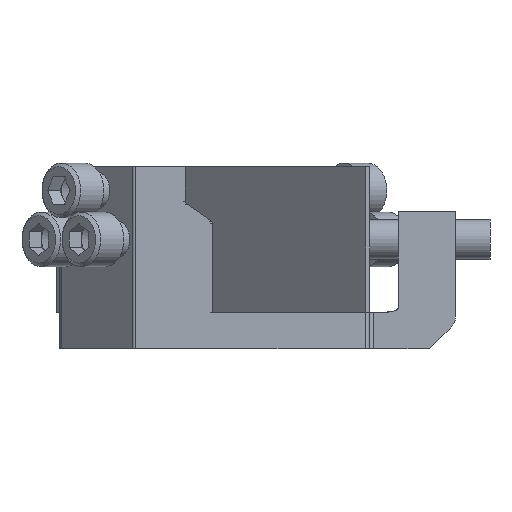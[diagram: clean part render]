
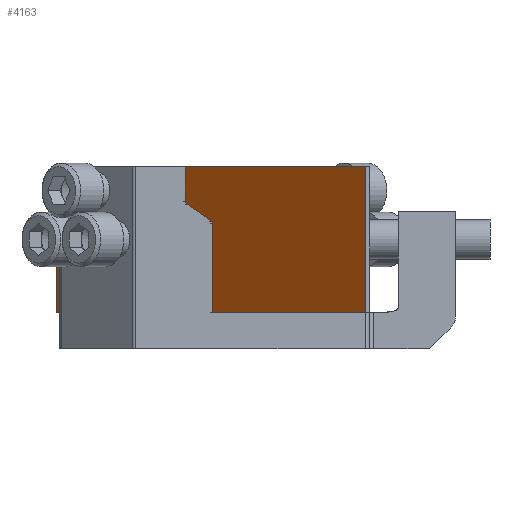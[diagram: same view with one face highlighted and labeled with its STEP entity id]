
A CAD part, left-side view. The second image highlights one B-rep face of the part: STEP entity #4163.
In plain terms, the highlighted face is planar.
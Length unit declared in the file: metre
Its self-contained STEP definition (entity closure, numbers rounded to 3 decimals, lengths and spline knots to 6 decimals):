
#414=ORIENTED_EDGE('',*,*,#1603,.T.);
#415=ORIENTED_EDGE('',*,*,#1613,.T.);
#416=ORIENTED_EDGE('',*,*,#1610,.F.);
#417=ORIENTED_EDGE('',*,*,#1607,.F.);
#1603=EDGE_CURVE('',#2215,#2216,#2630,.T.);
#1607=EDGE_CURVE('',#2215,#2219,#2634,.T.);
#1610=EDGE_CURVE('',#2219,#2221,#2637,.T.);
#1613=EDGE_CURVE('',#2216,#2221,#2640,.T.);
#2215=VERTEX_POINT('',#6137);
#2216=VERTEX_POINT('',#6138);
#2219=VERTEX_POINT('',#6146);
#2221=VERTEX_POINT('',#6152);
#2630=LINE('',#6136,#3077);
#2634=LINE('',#6145,#3081);
#2637=LINE('',#6151,#3084);
#2640=LINE('',#6157,#3087);
#3077=VECTOR('',#4904,1.);
#3081=VECTOR('',#4910,1.);
#3084=VECTOR('',#4915,1.);
#3087=VECTOR('',#4920,1.);
#3533=EDGE_LOOP('',(#414,#415,#416,#417));
#3781=FACE_BOUND('',#3533,.T.);
#4015=PLANE('',#4449);
#4163=ADVANCED_FACE('',(#3781),#4015,.F.);
#4449=AXIS2_PLACEMENT_3D('',#6160,#4924,#4925);
#4904=DIRECTION('',(0.,0.,-1.));
#4910=DIRECTION('',(-1.,0.,0.));
#4915=DIRECTION('',(0.,0.,-1.));
#4920=DIRECTION('',(-1.,0.,0.));
#4924=DIRECTION('',(0.,-1.,0.));
#4925=DIRECTION('',(1.,0.,0.));
#6136=CARTESIAN_POINT('',(0.0381,0.0005,0.));
#6137=CARTESIAN_POINT('',(0.0381,0.0005,0.0127));
#6138=CARTESIAN_POINT('',(0.0381,0.0005,-0.0127));
#6145=CARTESIAN_POINT('',(0.,0.0005,0.0127));
#6146=CARTESIAN_POINT('',(-0.0381,0.0005,0.0127));
#6151=CARTESIAN_POINT('',(-0.0381,0.0005,0.));
#6152=CARTESIAN_POINT('',(-0.0381,0.0005,-0.0127));
#6157=CARTESIAN_POINT('',(0.,0.0005,-0.0127));
#6160=CARTESIAN_POINT('',(0.,0.0005,0.));
